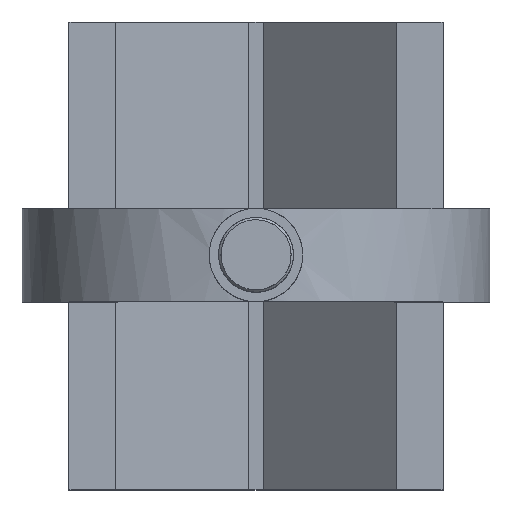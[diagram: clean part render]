
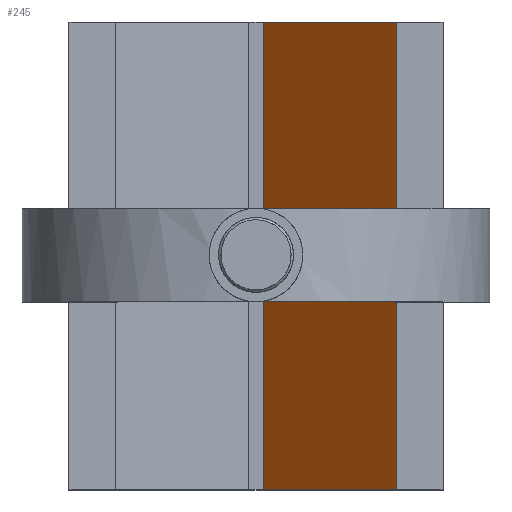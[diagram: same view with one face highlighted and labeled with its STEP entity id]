
A CAD part, top view. The second image highlights one B-rep face of the part: STEP entity #245.
In plain terms, the highlighted free-form (B-spline) face has degree [1, 1] with [2, 2] control points.
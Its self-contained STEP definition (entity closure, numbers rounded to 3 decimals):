
#245 = ADVANCED_FACE('',(#246),#276,.T.);
#246 = FACE_BOUND('',#247,.T.);
#247 = EDGE_LOOP('',(#248,#257,#264,#271));
#248 = ORIENTED_EDGE('',*,*,#249,.T.);
#249 = EDGE_CURVE('',#250,#252,#254,.T.);
#250 = VERTEX_POINT('',#251);
#251 = CARTESIAN_POINT('',(1.487,-49.564,
    23.295));
#252 = VERTEX_POINT('',#253);
#253 = CARTESIAN_POINT('',(29.738,-49.564,
    51.546));
#254 = B_SPLINE_CURVE_WITH_KNOTS('',1,(#255,#256),.UNSPECIFIED.,.F.,.F.,
  (2,2),(0.,40.305),.PIECEWISE_BEZIER_KNOTS.);
#255 = CARTESIAN_POINT('',(1.487,-49.564,
    23.295));
#256 = CARTESIAN_POINT('',(29.738,-49.564,
    51.546));
#257 = ORIENTED_EDGE('',*,*,#258,.T.);
#258 = EDGE_CURVE('',#252,#259,#261,.T.);
#259 = VERTEX_POINT('',#260);
#260 = CARTESIAN_POINT('',(29.738,49.564,
    51.546));
#261 = B_SPLINE_CURVE_WITH_KNOTS('',1,(#262,#263),.UNSPECIFIED.,.F.,.F.,
  (2,2),(0.,100.),.PIECEWISE_BEZIER_KNOTS.);
#262 = CARTESIAN_POINT('',(29.738,-49.564,
    51.546));
#263 = CARTESIAN_POINT('',(29.738,49.564,
    51.546));
#264 = ORIENTED_EDGE('',*,*,#265,.T.);
#265 = EDGE_CURVE('',#259,#266,#268,.T.);
#266 = VERTEX_POINT('',#267);
#267 = CARTESIAN_POINT('',(1.487,49.564,23.295
    ));
#268 = B_SPLINE_CURVE_WITH_KNOTS('',1,(#269,#270),.UNSPECIFIED.,.F.,.F.,
  (2,2),(0.,40.305),.PIECEWISE_BEZIER_KNOTS.);
#269 = CARTESIAN_POINT('',(29.738,49.564,
    51.546));
#270 = CARTESIAN_POINT('',(1.487,49.564,23.295
    ));
#271 = ORIENTED_EDGE('',*,*,#272,.T.);
#272 = EDGE_CURVE('',#266,#250,#273,.T.);
#273 = B_SPLINE_CURVE_WITH_KNOTS('',1,(#274,#275),.UNSPECIFIED.,.F.,.F.,
  (2,2),(0.,100.),.PIECEWISE_BEZIER_KNOTS.);
#274 = CARTESIAN_POINT('',(1.487,49.564,23.295
    ));
#275 = CARTESIAN_POINT('',(1.487,-49.564,
    23.295));
#276 = B_SPLINE_SURFACE_WITH_KNOTS('',1,1,(
    (#277,#278)
    ,(#279,#280
    )),.UNSPECIFIED.,.F.,.F.,.F.,(2,2),(2,2),(2.121,
    42.426),(-50.,50.),.PIECEWISE_BEZIER_KNOTS.);
#277 = CARTESIAN_POINT('',(1.487,-49.564,
    23.295));
#278 = CARTESIAN_POINT('',(1.487,49.564,23.295
    ));
#279 = CARTESIAN_POINT('',(29.738,-49.564,
    51.546));
#280 = CARTESIAN_POINT('',(29.738,49.564,
    51.546));
